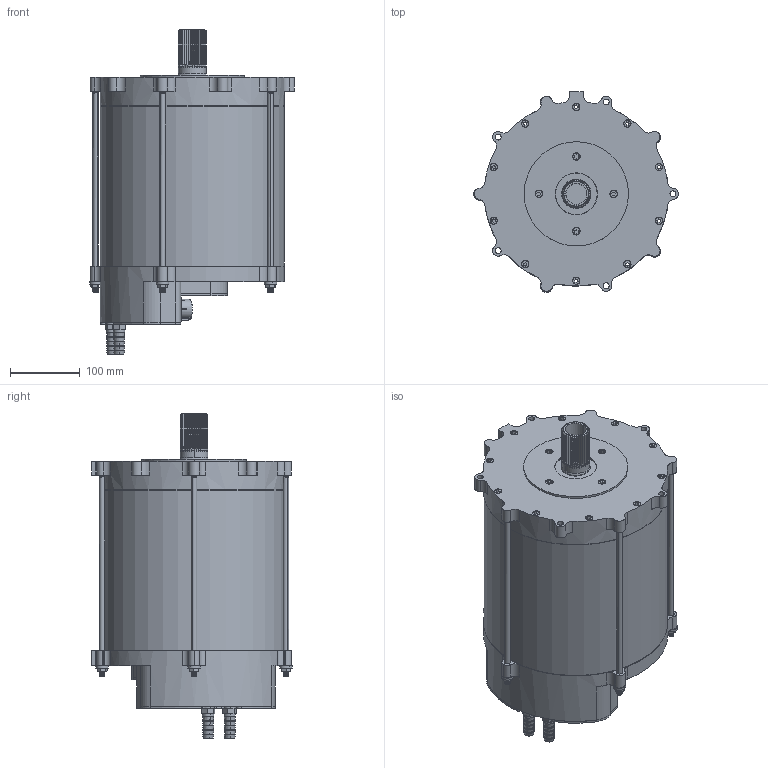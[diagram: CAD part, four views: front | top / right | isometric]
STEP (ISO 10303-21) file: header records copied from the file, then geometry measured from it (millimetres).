
FILE_DESCRIPTION (( 'STEP AP214' ), '1' );
FILE_NAME ('rEV.STEP', '2024-06-07T13:37:50', ( '' ), ( '' ), 'SwSTEP 2.0', 'SolidWorks 2022', '' );
FILE_SCHEMA (( 'AUTOMOTIVE_DESIGN' ));
Length unit declared in the file: metre
Products named in the file (1): rEV
Bounding box: 294.93 x 288.13 x 468 mm (x, y, z)
Surface area: 627664.4 mm2 (no closed solid volume)
Topology: 0 solids, 68 shells, 1435 faces, 5429 edges, 4003 vertices
Faces by surface type: cylinder 655, plane 512, cone 125, bspline 104, torus 39
Entity records: 117013 total; most frequent: CARTESIAN_POINT 58046, ORIENTED_EDGE 8676, DIRECTION 8414, EDGE_CURVE 5429, VERTEX_POINT 4003, AXIS2_PLACEMENT_3D 3034, LINE 2346, VECTOR 2346
